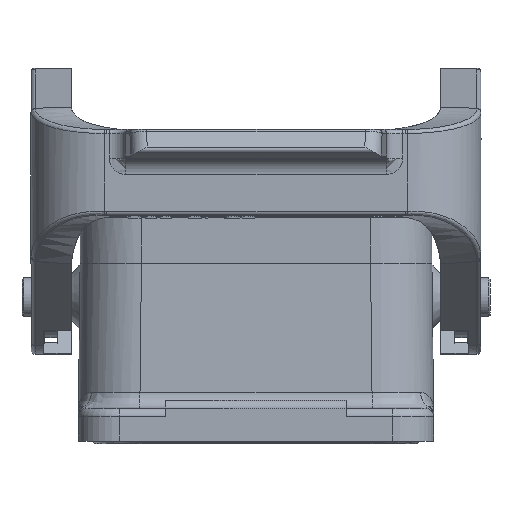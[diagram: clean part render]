
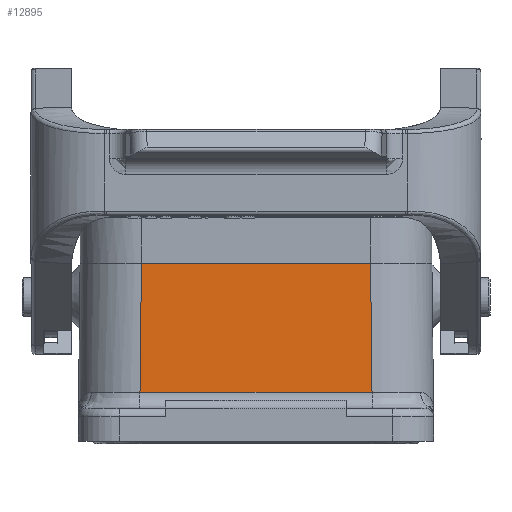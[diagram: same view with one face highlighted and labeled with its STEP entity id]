
A CAD part, left-side view. The second image highlights one B-rep face of the part: STEP entity #12895.
In plain terms, the highlighted planar face has unit normal (-1, 0, 0.026).
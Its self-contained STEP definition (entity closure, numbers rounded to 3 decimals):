
#11234=CIRCLE('',#44960,7.5);
#12895=ADVANCED_FACE('',(#15261),#13984,.T.);
#13984=PLANE('',#44961);
#15261=FACE_OUTER_BOUND('',#16899,.T.);
#16899=EDGE_LOOP('',(#23740,#23741,#23742,#23743,#23744,#23745));
#23740=ORIENTED_EDGE('',*,*,#32202,.T.);
#23741=ORIENTED_EDGE('',*,*,#32157,.T.);
#23742=ORIENTED_EDGE('',*,*,#32203,.T.);
#23743=ORIENTED_EDGE('',*,*,#32204,.T.);
#23744=ORIENTED_EDGE('',*,*,#32205,.F.);
#23745=ORIENTED_EDGE('',*,*,#32206,.F.);
#28314=VERTEX_POINT('',#67358);
#28315=VERTEX_POINT('',#67360);
#28354=VERTEX_POINT('',#67482);
#28355=VERTEX_POINT('',#67484);
#28356=VERTEX_POINT('',#67486);
#28357=VERTEX_POINT('',#67488);
#32157=EDGE_CURVE('',#28315,#28314,#37529,.T.);
#32202=EDGE_CURVE('',#28354,#28315,#37559,.T.);
#32203=EDGE_CURVE('',#28314,#28355,#37560,.T.);
#32204=EDGE_CURVE('',#28355,#28356,#37561,.T.);
#32205=EDGE_CURVE('',#28357,#28356,#37562,.T.);
#32206=EDGE_CURVE('',#28354,#28357,#11234,.T.);
#37529=LINE('',#67359,#40271);
#37559=LINE('',#67481,#40301);
#37560=LINE('',#67483,#40302);
#37561=LINE('',#67485,#40303);
#37562=LINE('',#67487,#40304);
#40271=VECTOR('',#50854,1.);
#40301=VECTOR('',#50910,1.);
#40302=VECTOR('',#50911,1.);
#40303=VECTOR('',#50912,1.);
#40304=VECTOR('',#50913,1.);
#44960=AXIS2_PLACEMENT_3D('',#67489,#50914,#50915);
#44961=AXIS2_PLACEMENT_3D('',#67490,#50916,#50917);
#50854=DIRECTION('',(0.,-1.,0.));
#50910=DIRECTION('',(-0.026,0.011,-1.));
#50911=DIRECTION('',(0.026,0.011,1.));
#50912=DIRECTION('',(0.,1.,0.));
#50913=DIRECTION('',(0.,-1.,0.));
#50914=DIRECTION('',(0.,0.,1.));
#50915=DIRECTION('',(0.005,1.,0.));
#50916=DIRECTION('',(-1.,0.,0.026));
#50917=DIRECTION('',(0.026,0.,1.));
#67358=CARTESIAN_POINT('',(-46.964,-14.18,-10.102));
#67359=CARTESIAN_POINT('',(-46.964,-14.202,-10.102));
#67360=CARTESIAN_POINT('',(-46.964,14.18,-10.102));
#67481=CARTESIAN_POINT('',(-47.017,14.203,-12.134));
#67482=CARTESIAN_POINT('',(-46.55,14.002,5.7));
#67483=CARTESIAN_POINT('',(-46.552,-14.003,5.616));
#67484=CARTESIAN_POINT('',(-46.55,-14.002,5.7));
#67485=CARTESIAN_POINT('',(-46.55,-21.5,5.7));
#67486=CARTESIAN_POINT('',(-46.55,-14.,5.7));
#67487=CARTESIAN_POINT('',(-46.55,14.,5.7));
#67488=CARTESIAN_POINT('',(-46.55,14.,5.7));
#67489=CARTESIAN_POINT('',(-39.05,14.,5.7));
#67490=CARTESIAN_POINT('',(-46.55,0.,5.7));
